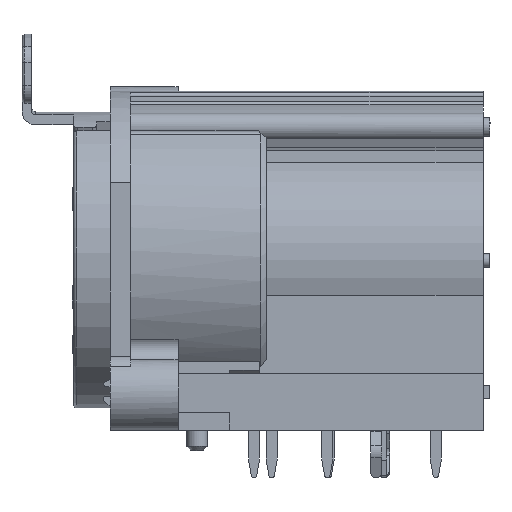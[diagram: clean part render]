
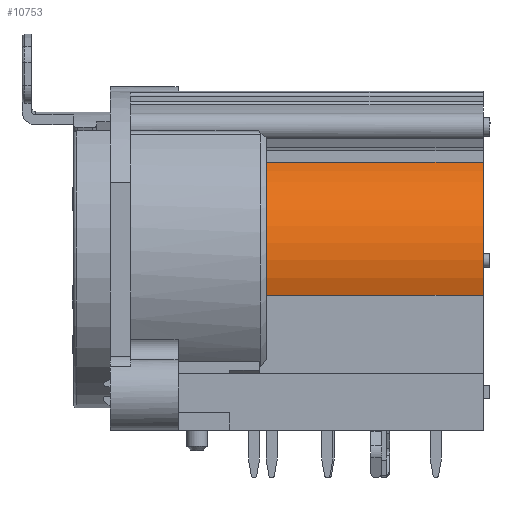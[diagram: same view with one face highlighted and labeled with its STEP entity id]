
A CAD part, left-side view. The second image highlights one B-rep face of the part: STEP entity #10753.
In plain terms, the highlighted cylindrical face has radius 8.004 mm (diameter 16.008 mm), a partial arc.
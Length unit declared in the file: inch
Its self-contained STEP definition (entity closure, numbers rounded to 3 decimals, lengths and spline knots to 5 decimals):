
#425=CYLINDRICAL_SURFACE('',#11383,0.31511);
#537=CIRCLE('',#11384,0.31511);
#538=CIRCLE('',#11385,0.31511);
#827=FACE_OUTER_BOUND('',#1414,.T.);
#1414=EDGE_LOOP('',(#6883,#6884,#6885,#6886));
#2094=LINE('',#14868,#3151);
#2097=LINE('',#14876,#3154);
#3151=VECTOR('',#12288,0.3937);
#3154=VECTOR('',#12295,0.3937);
#4193=VERTEX_POINT('',#14864);
#4195=VERTEX_POINT('',#14867);
#4197=VERTEX_POINT('',#14873);
#4198=VERTEX_POINT('',#14875);
#5239=EDGE_CURVE('',#4195,#4193,#2094,.T.);
#5242=EDGE_CURVE('',#4197,#4193,#537,.T.);
#5243=EDGE_CURVE('',#4198,#4197,#2097,.T.);
#5244=EDGE_CURVE('',#4195,#4198,#538,.T.);
#6883=ORIENTED_EDGE('',*,*,#5242,.F.);
#6884=ORIENTED_EDGE('',*,*,#5243,.F.);
#6885=ORIENTED_EDGE('',*,*,#5244,.F.);
#6886=ORIENTED_EDGE('',*,*,#5239,.T.);
#10753=ADVANCED_FACE('',(#827),#425,.T.);
#11383=AXIS2_PLACEMENT_3D('',#14872,#12291,#12292);
#11384=AXIS2_PLACEMENT_3D('',#14874,#12293,#12294);
#11385=AXIS2_PLACEMENT_3D('',#14877,#12296,#12297);
#12288=DIRECTION('',(0.,1.,0.));
#12291=DIRECTION('center_axis',(0.,1.,0.));
#12292=DIRECTION('ref_axis',(-0.919,0.,0.395));
#12293=DIRECTION('center_axis',(0.,1.,0.));
#12294=DIRECTION('ref_axis',(1.,0.,0.));
#12295=DIRECTION('',(0.,1.,0.));
#12296=DIRECTION('center_axis',(0.,-1.,0.));
#12297=DIRECTION('ref_axis',(1.,0.,0.));
#14864=CARTESIAN_POINT('',(-0.13266,-0.45276,0.77795));
#14867=CARTESIAN_POINT('',(-0.13266,-1.0824,0.77795));
#14868=CARTESIAN_POINT('',(-0.13266,-1.0824,0.77795));
#14872=CARTESIAN_POINT('Origin',(0.,-1.0824,
0.49213));
#14873=CARTESIAN_POINT('',(-0.29875,-0.45276,0.39191));
#14874=CARTESIAN_POINT('Origin',(0.,-0.45276,
0.49213));
#14875=CARTESIAN_POINT('',(-0.29875,-1.0824,0.39191));
#14876=CARTESIAN_POINT('',(-0.29875,-1.0824,0.39191));
#14877=CARTESIAN_POINT('Origin',(0.,-1.0824,
0.49213));
